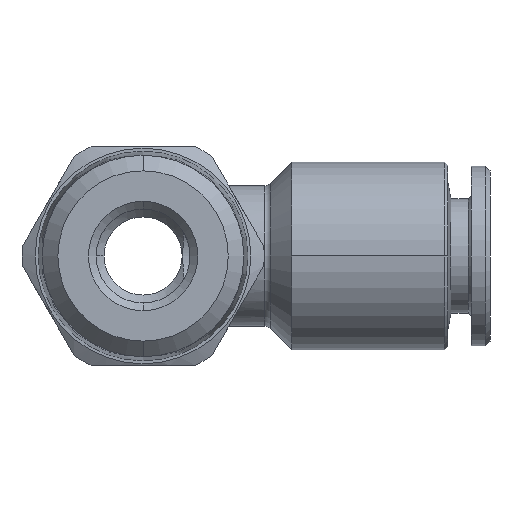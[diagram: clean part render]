
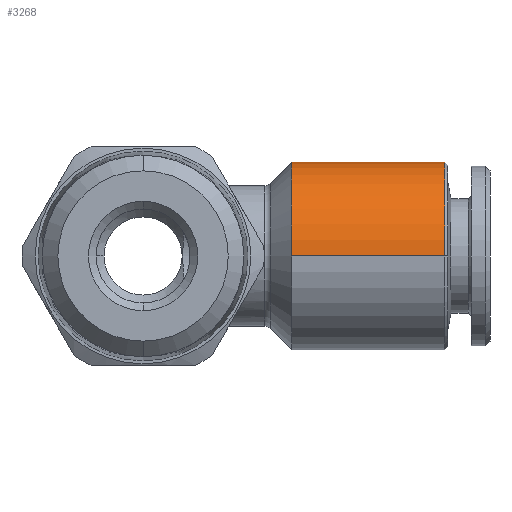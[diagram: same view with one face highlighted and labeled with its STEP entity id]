
A CAD part, front view. The second image highlights one B-rep face of the part: STEP entity #3268.
In plain terms, the highlighted cylindrical face has radius 6 mm (diameter 12 mm), a partial arc.
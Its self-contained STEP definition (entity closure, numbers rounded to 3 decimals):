
#127 = DIRECTION ( 'NONE',  ( -1., 0., 0. ) ) ;
#128 = VECTOR ( 'NONE', #127, 1000. ) ;
#129 = CARTESIAN_POINT ( 'NONE',  ( 0., -6., 0. ) ) ;
#130 = LINE ( 'NONE', #129, #128 ) ;
#131 = CARTESIAN_POINT ( 'NONE',  ( 9.5, -6., 0. ) ) ;
#132 = DIRECTION ( 'NONE',  ( 0., 0., -1. ) ) ;
#133 = DIRECTION ( 'NONE',  ( -1., 0., 0. ) ) ;
#134 = CARTESIAN_POINT ( 'NONE',  ( 9.5, 0., 0. ) ) ;
#135 = AXIS2_PLACEMENT_3D ( 'NONE', #134, #133, #132 ) ;
#136 = CIRCLE ( 'NONE', #135, 6. ) ;
#137 = CARTESIAN_POINT ( 'NONE',  ( 9.5, 0., 6. ) ) ;
#144 = DIRECTION ( 'NONE',  ( 0., 0., -1. ) ) ;
#145 = DIRECTION ( 'NONE',  ( -1., 0., 0. ) ) ;
#146 = CARTESIAN_POINT ( 'NONE',  ( 9.5, 0., 0. ) ) ;
#147 = AXIS2_PLACEMENT_3D ( 'NONE', #146, #145, #144 ) ;
#148 = CIRCLE ( 'NONE', #147, 6. ) ;
#149 = CARTESIAN_POINT ( 'NONE',  ( 9.5, 6., 0. ) ) ;
#150 = DIRECTION ( 'NONE',  ( -1., 0., 0. ) ) ;
#151 = VECTOR ( 'NONE', #150, 1000. ) ;
#152 = CARTESIAN_POINT ( 'NONE',  ( 0., 6., 0. ) ) ;
#153 = LINE ( 'NONE', #152, #151 ) ;
#327 = CARTESIAN_POINT ( 'NONE',  ( 19.3, 6., 0. ) ) ;
#328 = CARTESIAN_POINT ( 'NONE',  ( 19.3, -6., 0. ) ) ;
#329 = DIRECTION ( 'NONE',  ( 0., -1., 0. ) ) ;
#330 = DIRECTION ( 'NONE',  ( -1., 0., 0. ) ) ;
#331 = CARTESIAN_POINT ( 'NONE',  ( 19.3, 0., 0. ) ) ;
#332 = AXIS2_PLACEMENT_3D ( 'NONE', #331, #330, #329 ) ;
#333 = DIRECTION ( 'NONE',  ( 0., -1., 0. ) ) ;
#334 = DIRECTION ( 'NONE',  ( -1., 0., 0. ) ) ;
#335 = CARTESIAN_POINT ( 'NONE',  ( 0., 0., 0. ) ) ;
#336 = AXIS2_PLACEMENT_3D ( 'NONE', #335, #334, #333 ) ;
#337 = CYLINDRICAL_SURFACE ( 'NONE', #336, 6. ) ;
#338 = CIRCLE ( 'NONE', #332, 6. ) ;
#339 = FACE_OUTER_BOUND ( 'NONE', #3269, .T. ) ;
#3195 = EDGE_CURVE ( 'NONE', #3273, #3196, #153, .T. ) ;
#3196 = VERTEX_POINT ( 'NONE', #149 ) ;
#3197 = ORIENTED_EDGE ( 'NONE', *, *, #3198, .F. ) ;
#3198 = EDGE_CURVE ( 'NONE', #3199, #3196, #148, .T. ) ;
#3199 = VERTEX_POINT ( 'NONE', #137 ) ;
#3200 = ORIENTED_EDGE ( 'NONE', *, *, #3201, .F. ) ;
#3201 = EDGE_CURVE ( 'NONE', #3202, #3199, #136, .T. ) ;
#3202 = VERTEX_POINT ( 'NONE', #131 ) ;
#3203 = ORIENTED_EDGE ( 'NONE', *, *, #3204, .F. ) ;
#3204 = EDGE_CURVE ( 'NONE', #3272, #3202, #130, .T. ) ;
#3268 = ADVANCED_FACE ( 'NONE', ( #339 ), #337, .T. ) ;
#3269 = EDGE_LOOP ( 'NONE', ( #3270, #3274, #3197, #3200, #3203 ) ) ;
#3270 = ORIENTED_EDGE ( 'NONE', *, *, #3271, .T. ) ;
#3271 = EDGE_CURVE ( 'NONE', #3272, #3273, #338, .T. ) ;
#3272 = VERTEX_POINT ( 'NONE', #328 ) ;
#3273 = VERTEX_POINT ( 'NONE', #327 ) ;
#3274 = ORIENTED_EDGE ( 'NONE', *, *, #3195, .T. ) ;
